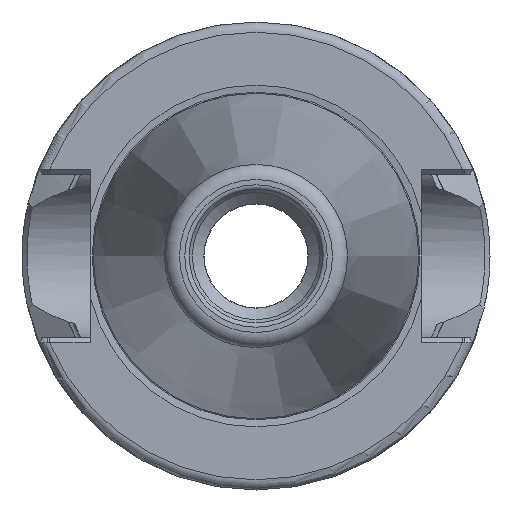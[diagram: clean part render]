
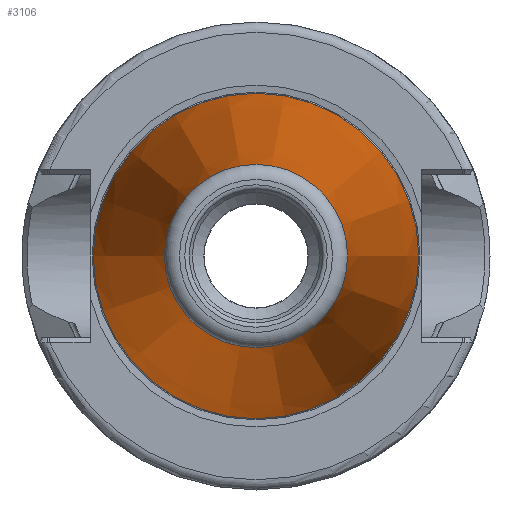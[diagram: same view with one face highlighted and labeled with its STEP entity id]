
A CAD part, left-side view. The second image highlights one B-rep face of the part: STEP entity #3106.
In plain terms, the highlighted conical face has half-angle 8.297 degrees and reference radius 12.502 mm.
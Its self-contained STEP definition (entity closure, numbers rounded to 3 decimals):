
#104=CONICAL_SURFACE('',#3405,12.502,0.145);
#268=LINE('',#5872,#411);
#411=VECTOR('',#4102,12.502);
#607=FACE_OUTER_BOUND('',#777,.T.);
#777=EDGE_LOOP('',(#2484,#2485,#2486,#2487,#2488,#2489,#2490));
#986=CIRCLE('',#3401,9.004);
#987=CIRCLE('',#3402,9.004);
#988=CIRCLE('',#3403,9.004);
#990=CIRCLE('',#3406,15.999);
#991=CIRCLE('',#3407,15.999);
#1311=VERTEX_POINT('',#5860);
#1312=VERTEX_POINT('',#5861);
#1313=VERTEX_POINT('',#5863);
#1314=VERTEX_POINT('',#5868);
#1315=VERTEX_POINT('',#5869);
#1741=EDGE_CURVE('',#1311,#1312,#986,.T.);
#1742=EDGE_CURVE('',#1313,#1311,#987,.T.);
#1743=EDGE_CURVE('',#1312,#1313,#988,.T.);
#1745=EDGE_CURVE('',#1314,#1315,#990,.T.);
#1746=EDGE_CURVE('',#1315,#1314,#991,.T.);
#1747=EDGE_CURVE('',#1315,#1313,#268,.T.);
#2484=ORIENTED_EDGE('',*,*,#1745,.F.);
#2485=ORIENTED_EDGE('',*,*,#1746,.F.);
#2486=ORIENTED_EDGE('',*,*,#1747,.T.);
#2487=ORIENTED_EDGE('',*,*,#1742,.T.);
#2488=ORIENTED_EDGE('',*,*,#1741,.T.);
#2489=ORIENTED_EDGE('',*,*,#1743,.T.);
#2490=ORIENTED_EDGE('',*,*,#1747,.F.);
#3106=ADVANCED_FACE('',(#607),#104,.T.);
#3401=AXIS2_PLACEMENT_3D('',#5862,#4088,#4089);
#3402=AXIS2_PLACEMENT_3D('',#5864,#4090,#4091);
#3403=AXIS2_PLACEMENT_3D('',#5865,#4092,#4093);
#3405=AXIS2_PLACEMENT_3D('',#5867,#4096,#4097);
#3406=AXIS2_PLACEMENT_3D('',#5870,#4098,#4099);
#3407=AXIS2_PLACEMENT_3D('',#5871,#4100,#4101);
#4088=DIRECTION('center_axis',(1.,0.,0.));
#4089=DIRECTION('ref_axis',(0.,0.,-1.));
#4090=DIRECTION('center_axis',(1.,0.,0.));
#4091=DIRECTION('ref_axis',(0.,0.,-1.));
#4092=DIRECTION('center_axis',(1.,0.,0.));
#4093=DIRECTION('ref_axis',(0.,0.,-1.));
#4096=DIRECTION('center_axis',(1.,0.,0.));
#4097=DIRECTION('ref_axis',(0.,1.,0.));
#4098=DIRECTION('center_axis',(1.,0.,0.));
#4099=DIRECTION('ref_axis',(0.,0.,-1.));
#4100=DIRECTION('center_axis',(1.,0.,0.));
#4101=DIRECTION('ref_axis',(0.,0.,-1.));
#4102=DIRECTION('',(-0.99,0.144,0.));
#5860=CARTESIAN_POINT('',(-47.116,9.004,0.));
#5861=CARTESIAN_POINT('',(-47.116,0.,9.004));
#5862=CARTESIAN_POINT('Origin',(-47.116,0.,0.));
#5863=CARTESIAN_POINT('',(-47.116,-9.004,0.));
#5864=CARTESIAN_POINT('Origin',(-47.116,0.,0.));
#5865=CARTESIAN_POINT('Origin',(-47.116,0.,0.));
#5867=CARTESIAN_POINT('Origin',(-23.132,0.,0.));
#5868=CARTESIAN_POINT('',(0.852,15.999,0.));
#5869=CARTESIAN_POINT('',(0.852,-15.999,0.));
#5870=CARTESIAN_POINT('Origin',(0.852,0.,0.));
#5871=CARTESIAN_POINT('Origin',(0.852,0.,0.));
#5872=CARTESIAN_POINT('',(-23.132,-12.502,0.));
